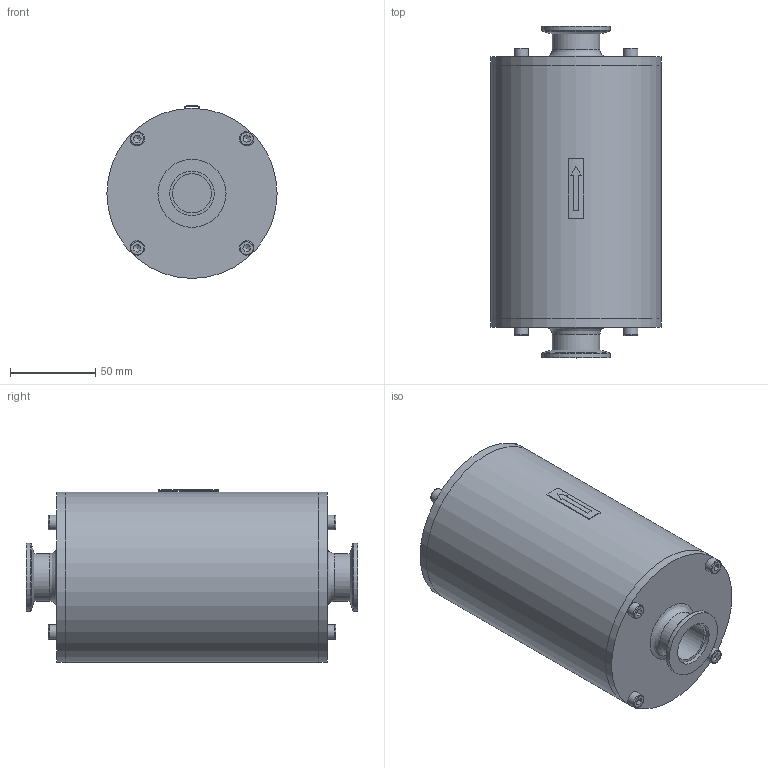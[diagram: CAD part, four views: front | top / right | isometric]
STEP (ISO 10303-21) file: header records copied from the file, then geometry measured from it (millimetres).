
FILE_DESCRIPTION((''),'2;1');
FILE_NAME('PK940018.stp','2007-11-15T11:40:21',('saenger-s'),(''),'Autodesk Inventor 11','Autodesk Inventor 11','');
FILE_SCHEMA(('AUTOMOTIVE_DESIGN { 1 0 10303 214 1 1 1 1 }'));
Length unit declared in the file: millimetre
Products named in the file (1): PK940018
Bounding box: 100 x 195 x 101.6 mm (x, y, z)
Volume: 1259979.8 mm3; surface area: 81198.5 mm2
Topology: 20 solids, 20 shells, 189 faces, 421 edges, 277 vertices
Faces by surface type: plane 99, cylinder 36, cone 24, bspline 20, torus 10
Full cylindrical faces by diameter (mm): 4.134 x4, 5 x8, 8.5 x8, 23 x2, 26.2 x2, 28 x2, 40 x2, 83 x2, 100 x3
Entity records: 4877 total; most frequent: CARTESIAN_POINT 1412, DIRECTION 689, ORIENTED_EDGE 576, EDGE_LOOP 299, AXIS2_PLACEMENT_3D 288, EDGE_CURVE 288, VERTEX_POINT 229, FACE_OUTER_BOUND 189
